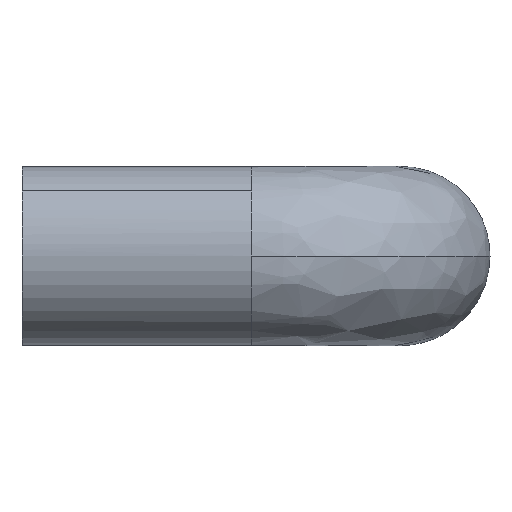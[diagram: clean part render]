
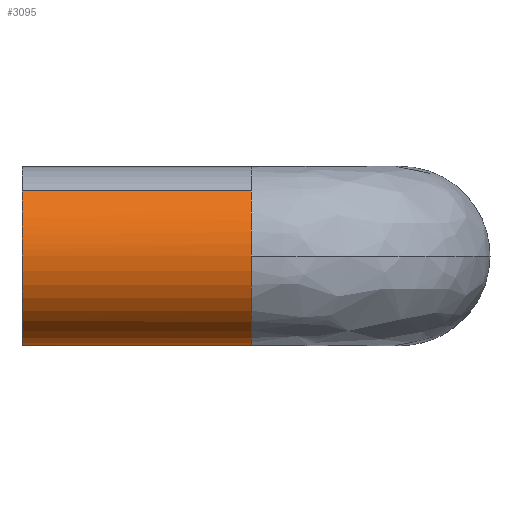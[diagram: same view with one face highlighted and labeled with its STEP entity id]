
A CAD part, left-side view. The second image highlights one B-rep face of the part: STEP entity #3095.
In plain terms, the highlighted free-form (B-spline) face has degree [2, 1] with [5, 2] control points.
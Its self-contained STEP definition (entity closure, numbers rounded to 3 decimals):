
#2662=CARTESIAN_POINT('',(-4.5,-11.5,0.));
#2663=VERTEX_POINT('',#2662);
#2716=CARTESIAN_POINT('',(-3.098,-11.5,3.264));
#2717=VERTEX_POINT('',#2716);
#2728=CARTESIAN_POINT('',(-3.098,-11.5,3.264));
#2729=CARTESIAN_POINT('',(-3.387,-11.5,2.989));
#2730=CARTESIAN_POINT('',(-3.785,-11.5,2.496));
#2731=CARTESIAN_POINT('',(-4.156,-11.5,1.764));
#2732=CARTESIAN_POINT('',(-4.421,-11.5,0.989));
#2733=CARTESIAN_POINT('',(-4.5,-11.5,0.399));
#2734=CARTESIAN_POINT('',(-4.5,-11.5,0.));
#2735=B_SPLINE_CURVE_WITH_KNOTS('',3,(#2728,#2729,#2730,#2731,#2732,#2733,#2734),.UNSPECIFIED.,.F.,.U.,(4,1,1,1,4),(0.,1.198,1.883,2.454,3.652),.UNSPECIFIED.);
#2736=EDGE_CURVE('',#2717,#2663,#2735,.T.);
#2771=CARTESIAN_POINT('',(0.,-11.5,-4.5));
#2772=VERTEX_POINT('',#2771);
#2773=CARTESIAN_POINT('',(-4.5,-11.5,0.));
#2774=CARTESIAN_POINT('',(-4.5,-11.5,-0.239));
#2775=CARTESIAN_POINT('',(-4.46,-11.5,-0.736));
#2776=CARTESIAN_POINT('',(-4.258,-11.5,-1.543));
#2777=CARTESIAN_POINT('',(-3.862,-11.5,-2.38));
#2778=CARTESIAN_POINT('',(-3.315,-11.5,-3.081));
#2779=CARTESIAN_POINT('',(-2.666,-11.5,-3.655));
#2780=CARTESIAN_POINT('',(-1.985,-11.5,-4.069));
#2781=CARTESIAN_POINT('',(-1.068,-11.5,-4.41));
#2782=CARTESIAN_POINT('',(-0.405,-11.5,-4.5));
#2783=CARTESIAN_POINT('',(0.,-11.5,-4.5));
#2784=B_SPLINE_CURVE_WITH_KNOTS('',3,(#2773,#2774,#2775,#2776,#2777,#2778,#2779,#2780,#2781,#2782,#2783),.UNSPECIFIED.,.F.,.U.,(4,1,1,1,1,1,1,1,4),(0.,0.718,1.491,2.485,3.479,4.142,5.081,5.854,7.069),.UNSPECIFIED.);
#2785=EDGE_CURVE('',#2663,#2772,#2784,.T.);
#2787=CARTESIAN_POINT('',(3.098,-11.5,-3.264));
#2788=VERTEX_POINT('',#2787);
#2789=CARTESIAN_POINT('',(0.,-11.5,-4.5));
#2790=CARTESIAN_POINT('',(0.338,-11.5,-4.5));
#2791=CARTESIAN_POINT('',(1.032,-11.5,-4.421));
#2792=CARTESIAN_POINT('',(1.859,-11.5,-4.125));
#2793=CARTESIAN_POINT('',(2.554,-11.5,-3.725));
#2794=CARTESIAN_POINT('',(2.904,-11.5,-3.448));
#2795=CARTESIAN_POINT('',(3.098,-11.5,-3.264));
#2796=B_SPLINE_CURVE_WITH_KNOTS('',3,(#2789,#2790,#2791,#2792,#2793,#2794,#2795),.UNSPECIFIED.,.F.,.U.,(4,1,1,1,4),(0.,1.014,2.082,2.616,3.417),.UNSPECIFIED.);
#2797=EDGE_CURVE('',#2772,#2788,#2796,.T.);
#2973=CARTESIAN_POINT('',(3.098,0.,-3.264));
#2974=VERTEX_POINT('',#2973);
#2975=CARTESIAN_POINT('',(3.098,0.,-3.264));
#2976=CARTESIAN_POINT('',(3.098,-11.5,-3.264));
#2977=QUASI_UNIFORM_CURVE('',1,(#2975,#2976),.UNSPECIFIED.,.F.,.U.);
#2978=EDGE_CURVE('',#2974,#2788,#2977,.T.);
#3009=CARTESIAN_POINT('',(-3.098,0.,3.264));
#3010=VERTEX_POINT('',#3009);
#3021=CARTESIAN_POINT('',(-3.098,0.,3.264));
#3022=CARTESIAN_POINT('',(-3.098,-11.5,3.264));
#3023=QUASI_UNIFORM_CURVE('',1,(#3021,#3022),.UNSPECIFIED.,.F.,.U.);
#3024=EDGE_CURVE('',#3010,#2717,#3023,.T.);
#3031=CARTESIAN_POINT('',(-3.098,0.288,3.264));
#3032=CARTESIAN_POINT('',(-6.362,0.288,0.167));
#3033=CARTESIAN_POINT('',(-3.264,0.288,-3.098));
#3034=CARTESIAN_POINT('',(-0.167,0.288,-6.362));
#3035=CARTESIAN_POINT('',(3.098,0.288,-3.264));
#3036=CARTESIAN_POINT('',(-3.098,-11.795,3.264));
#3037=CARTESIAN_POINT('',(-6.362,-11.795,0.167));
#3038=CARTESIAN_POINT('',(-3.264,-11.795,-3.098));
#3039=CARTESIAN_POINT('',(-0.167,-11.795,-6.362));
#3040=CARTESIAN_POINT('',(3.098,-11.795,-3.264));
#3048=(BOUNDED_SURFACE()B_SPLINE_SURFACE(2,1,((#3031,#3036),(#3032,#3037),(#3033,#3038),(#3034,#3039),(#3035,#3040)),.UNSPECIFIED.,.F.,.F.,.U.)B_SPLINE_SURFACE_WITH_KNOTS((3,2,3),(2,2),(0.0,7.456,14.912),(0.0,12.082),.UNSPECIFIED.)GEOMETRIC_REPRESENTATION_ITEM()RATIONAL_B_SPLINE_SURFACE(((1.0,1.0),(0.707,0.707),(1.0,1.0),(0.707,0.707),(1.0,1.0)))REPRESENTATION_ITEM('')SURFACE());
#3049=ORIENTED_EDGE('',*,*,#2797,.F.);
#3050=ORIENTED_EDGE('',*,*,#2785,.F.);
#3051=ORIENTED_EDGE('',*,*,#2736,.F.);
#3052=ORIENTED_EDGE('',*,*,#3024,.F.);
#3053=CARTESIAN_POINT('',(-4.5,0.0,0.));
#3054=VERTEX_POINT('',#3053);
#3055=CARTESIAN_POINT('',(-3.098,0.,3.264));
#3056=CARTESIAN_POINT('',(-3.415,0.,2.963));
#3057=CARTESIAN_POINT('',(-3.878,0.,2.373));
#3058=CARTESIAN_POINT('',(-4.274,0.,1.482));
#3059=CARTESIAN_POINT('',(-4.461,0.,0.723));
#3060=CARTESIAN_POINT('',(-4.5,0.,0.247));
#3061=CARTESIAN_POINT('',(-4.5,0.0,0.));
#3062=B_SPLINE_CURVE_WITH_KNOTS('',3,(#3055,#3056,#3057,#3058,#3059,#3060,#3061),.UNSPECIFIED.,.F.,.U.,(4,1,1,1,4),(0.,1.312,2.226,2.91,3.652),.UNSPECIFIED.);
#3063=EDGE_CURVE('',#3010,#3054,#3062,.T.);
#3064=ORIENTED_EDGE('',*,*,#3063,.T.);
#3065=CARTESIAN_POINT('',(0.0,0.0,-4.5));
#3066=VERTEX_POINT('',#3065);
#3067=CARTESIAN_POINT('',(-4.5,0.0,0.));
#3068=CARTESIAN_POINT('',(-4.5,0.0,-0.405));
#3069=CARTESIAN_POINT('',(-4.412,0.0,-1.049));
#3070=CARTESIAN_POINT('',(-4.134,0.0,-1.812));
#3071=CARTESIAN_POINT('',(-3.833,0.0,-2.383));
#3072=CARTESIAN_POINT('',(-3.426,0.0,-2.955));
#3073=CARTESIAN_POINT('',(-2.896,0.0,-3.471));
#3074=CARTESIAN_POINT('',(-2.245,0.0,-3.924));
#3075=CARTESIAN_POINT('',(-1.609,0.0,-4.225));
#3076=CARTESIAN_POINT('',(-0.828,0.0,-4.446));
#3077=CARTESIAN_POINT('',(-0.313,0.0,-4.5));
#3078=CARTESIAN_POINT('',(0.0,0.0,-4.5));
#3079=B_SPLINE_CURVE_WITH_KNOTS('',3,(#3067,#3068,#3069,#3070,#3071,#3072,#3073,#3074,#3075,#3076,#3077,#3078),.UNSPECIFIED.,.F.,.U.,(4,1,1,1,1,1,1,1,1,4),(0.,1.215,1.933,2.43,3.148,4.031,4.639,5.522,6.13,7.069),.UNSPECIFIED.);
#3080=EDGE_CURVE('',#3054,#3066,#3079,.T.);
#3081=ORIENTED_EDGE('',*,*,#3080,.T.);
#3082=CARTESIAN_POINT('',(0.0,0.0,-4.5));
#3083=CARTESIAN_POINT('',(0.409,0.,-4.5));
#3084=CARTESIAN_POINT('',(1.068,0.,-4.41));
#3085=CARTESIAN_POINT('',(1.888,0.,-4.105));
#3086=CARTESIAN_POINT('',(2.526,0.,-3.748));
#3087=CARTESIAN_POINT('',(2.904,0.,-3.448));
#3088=CARTESIAN_POINT('',(3.098,0.,-3.264));
#3089=B_SPLINE_CURVE_WITH_KNOTS('',3,(#3082,#3083,#3084,#3085,#3086,#3087,#3088),.UNSPECIFIED.,.F.,.U.,(4,1,1,1,4),(0.,1.228,1.975,2.616,3.417),.UNSPECIFIED.);
#3090=EDGE_CURVE('',#3066,#2974,#3089,.T.);
#3091=ORIENTED_EDGE('',*,*,#3090,.T.);
#3092=ORIENTED_EDGE('',*,*,#2978,.T.);
#3093=EDGE_LOOP('',(#3049,#3050,#3051,#3052,#3064,#3081,#3091,#3092));
#3094=FACE_OUTER_BOUND('',#3093,.T.);
#3095=ADVANCED_FACE('',(#3094),#3048,.T.);
